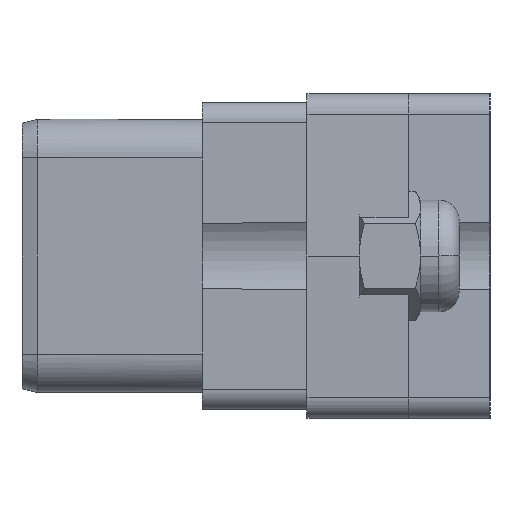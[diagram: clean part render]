
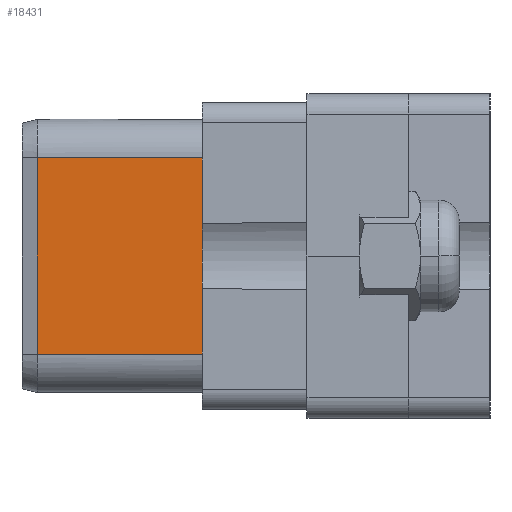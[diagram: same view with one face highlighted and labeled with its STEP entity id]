
A CAD part, left-side view. The second image highlights one B-rep face of the part: STEP entity #18431.
In plain terms, the highlighted planar face has unit normal (-1, 0.011, 0).
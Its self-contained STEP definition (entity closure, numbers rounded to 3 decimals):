
#214=DIRECTION('',(0.,0.,1.));
#215=VECTOR('',#214,9.65);
#216=CARTESIAN_POINT('',(-20.93,-0.18,-4.825));
#217=LINE('',#216,#215);
#5480=CARTESIAN_POINT('',(-20.838,7.929,-4.825));
#5482=DIRECTION('',(0.011,1.,0.));
#5483=VECTOR('',#5482,8.11);
#5484=CARTESIAN_POINT('',(-20.93,-0.18,-4.825));
#5485=LINE('',#5484,#5483);
#5522=CARTESIAN_POINT('',(-20.93,-0.18,-4.825));
#5531=CARTESIAN_POINT('',(-20.838,7.929,-4.825));
#5532=CARTESIAN_POINT('',(-20.838,7.929,
-3.753));
#5533=CARTESIAN_POINT('',(-20.838,7.93,
-1.608));
#5534=CARTESIAN_POINT('',(-20.838,7.93,1.608));
#5535=CARTESIAN_POINT('',(-20.838,7.93,3.753));
#5536=CARTESIAN_POINT('',(-20.838,7.93,4.825));
#5650=CARTESIAN_POINT('',(-20.93,-0.18,4.825));
#5652=CARTESIAN_POINT('',(-20.93,-0.18,4.825));
#5653=CARTESIAN_POINT('',(-20.92,0.721,4.825));
#5654=CARTESIAN_POINT('',(-20.899,2.523,4.825));
#5655=CARTESIAN_POINT('',(-20.869,5.227,4.825));
#5656=CARTESIAN_POINT('',(-20.848,7.029,4.825));
#5657=CARTESIAN_POINT('',(-20.838,7.93,4.825));
#12989=VERTEX_POINT('',#5522);
#12991=VERTEX_POINT('',#5650);
#14357=VERTEX_POINT('',#5480);
#14359=VERTEX_POINT('',#5536);
#18419=CARTESIAN_POINT('',(-20.93,-0.195,6.705));
#18420=DIRECTION('',(1.,-0.011,0.));
#18421=DIRECTION('',(0.011,1.,0.));
#18422=AXIS2_PLACEMENT_3D('',#18419,#18420,#18421);
#18423=PLANE('',#18422);
#18424=ORIENTED_EDGE('',*,*,#18251,.T.);
#18426=ORIENTED_EDGE('',*,*,#18425,.F.);
#18427=ORIENTED_EDGE('',*,*,#15421,.F.);
#18428=ORIENTED_EDGE('',*,*,#18412,.T.);
#18429=EDGE_LOOP('',(#18424,#18426,#18427,#18428));
#18430=FACE_OUTER_BOUND('',#18429,.F.);
#18431=ADVANCED_FACE('',(#18430),#18423,.F.);
#5537=B_SPLINE_CURVE_WITH_KNOTS('',3,(#5531,#5532,#5533,#5534,#5535,#5536),
.UNSPECIFIED.,.F.,.F.,(4,1,1,4),(0.,0.333,0.667,1.),
.UNSPECIFIED.);
#5658=B_SPLINE_CURVE_WITH_KNOTS('',3,(#5652,#5653,#5654,#5655,#5656,#5657),
.UNSPECIFIED.,.F.,.F.,(4,1,1,4),(0.,0.333,0.667,1.),
.UNSPECIFIED.);
#15421=EDGE_CURVE('',#12989,#12991,#217,.T.);
#18251=EDGE_CURVE('',#14357,#14359,#5537,.T.);
#18412=EDGE_CURVE('',#12989,#14357,#5485,.T.);
#18425=EDGE_CURVE('',#12991,#14359,#5658,.T.);
